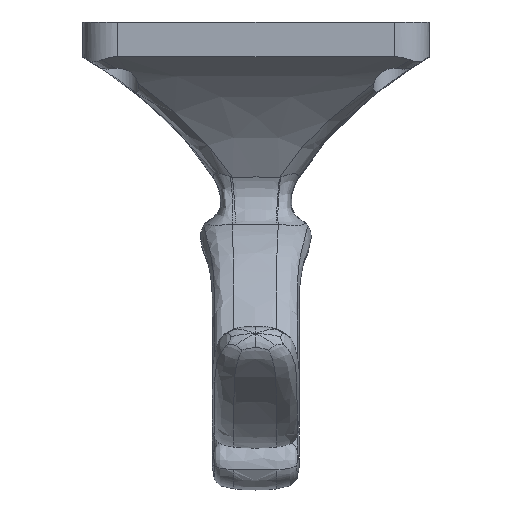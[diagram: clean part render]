
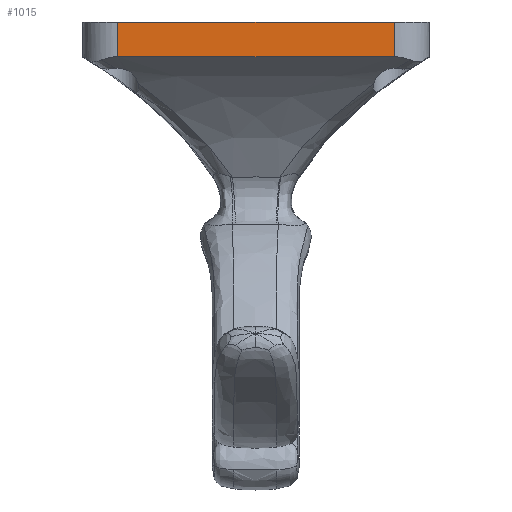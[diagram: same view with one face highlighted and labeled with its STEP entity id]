
A CAD part, top view. The second image highlights one B-rep face of the part: STEP entity #1015.
In plain terms, the highlighted planar face has unit normal (0, 0, 1).
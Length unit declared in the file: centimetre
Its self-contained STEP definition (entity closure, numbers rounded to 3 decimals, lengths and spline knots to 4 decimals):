
#75=LINE('',#6231,#91);
#81=LINE('',#7834,#97);
#85=LINE('',#7844,#101);
#86=LINE('',#7846,#102);
#91=VECTOR('',#1166,1.);
#97=VECTOR('',#1182,1.);
#101=VECTOR('',#1194,1.);
#102=VECTOR('',#1197,1.);
#149=PLANE('',#1083);
#229=FACE_OUTER_BOUND('',#308,.T.);
#308=EDGE_LOOP('',(#861,#862,#863,#864));
#463=VERTEX_POINT('',#6221);
#464=VERTEX_POINT('',#6230);
#475=VERTEX_POINT('',#7831);
#476=VERTEX_POINT('',#7833);
#592=EDGE_CURVE('',#464,#463,#75,.T.);
#609=EDGE_CURVE('',#475,#476,#81,.T.);
#615=EDGE_CURVE('',#464,#475,#85,.T.);
#616=EDGE_CURVE('',#476,#463,#86,.T.);
#861=ORIENTED_EDGE('',*,*,#615,.F.);
#862=ORIENTED_EDGE('',*,*,#592,.T.);
#863=ORIENTED_EDGE('',*,*,#616,.F.);
#864=ORIENTED_EDGE('',*,*,#609,.F.);
#1015=ADVANCED_FACE('',(#229),#149,.T.);
#1083=AXIS2_PLACEMENT_3D('',#7845,#1195,#1196);
#1166=DIRECTION('',(1.,0.,0.));
#1182=DIRECTION('',(1.,0.,0.));
#1194=DIRECTION('',(0.,1.,0.));
#1195=DIRECTION('center_axis',(0.,0.,1.));
#1196=DIRECTION('ref_axis',(1.,0.,0.));
#1197=DIRECTION('',(0.,-1.,0.));
#6221=CARTESIAN_POINT('',(1.9871,5.9,3.1258));
#6230=CARTESIAN_POINT('',(-1.9871,5.9,3.1258));
#6231=CARTESIAN_POINT('',(-2.4871,5.9,3.1258));
#7831=CARTESIAN_POINT('',(-1.9871,6.4,3.1258));
#7833=CARTESIAN_POINT('',(1.9871,6.4,3.1258));
#7834=CARTESIAN_POINT('',(-2.4871,6.4,3.1258));
#7844=CARTESIAN_POINT('',(-1.9871,5.9,3.1258));
#7845=CARTESIAN_POINT('Origin',(-2.4871,5.9,3.1258));
#7846=CARTESIAN_POINT('',(1.9871,5.9,3.1258));
